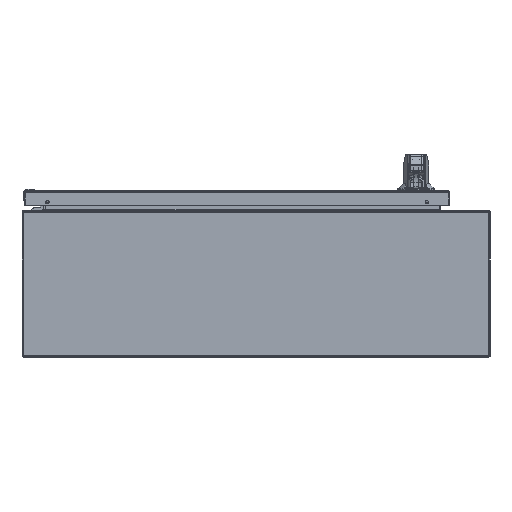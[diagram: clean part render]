
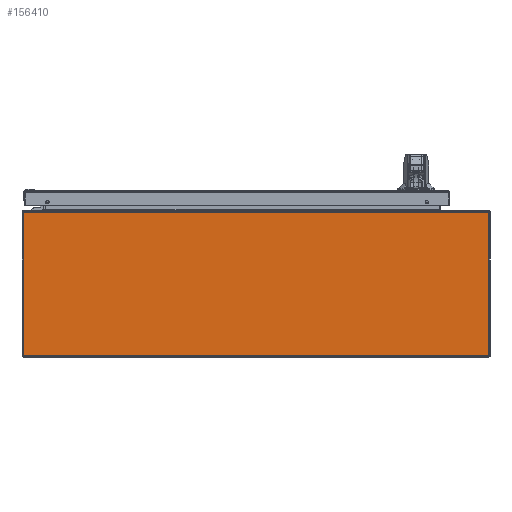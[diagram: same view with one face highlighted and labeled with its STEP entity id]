
A CAD part, left-side view. The second image highlights one B-rep face of the part: STEP entity #156410.
In plain terms, the highlighted planar face has unit normal (-1, 0, 0).
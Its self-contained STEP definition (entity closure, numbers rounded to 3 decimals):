
#15606 = VECTOR ( 'NONE', #97512, 39.37 ) ;
#23383 = AXIS2_PLACEMENT_3D ( 'NONE', #114449, #83680, #43988 ) ;
#31562 = CARTESIAN_POINT ( 'NONE',  ( -18., -12.613, -3.864 ) ) ;
#41638 = LINE ( 'NONE', #143957, #157648 ) ;
#43988 = DIRECTION ( 'NONE',  ( 0., 0., 1. ) ) ;
#45105 = FACE_OUTER_BOUND ( 'NONE', #98041, .T. ) ;
#47938 = CARTESIAN_POINT ( 'NONE',  ( -18., 12.613, 0. ) ) ;
#48759 = VERTEX_POINT ( 'NONE', #153947 ) ;
#62405 = EDGE_CURVE ( 'NONE', #67586, #48759, #217234, .T. ) ;
#65481 = EDGE_CURVE ( 'NONE', #97464, #67586, #41638, .T. ) ;
#67586 = VERTEX_POINT ( 'NONE', #179263 ) ;
#71515 = ORIENTED_EDGE ( 'NONE', *, *, #126892, .F. ) ;
#83680 = DIRECTION ( 'NONE',  ( -1., 0., 0. ) ) ;
#97464 = VERTEX_POINT ( 'NONE', #145748 ) ;
#97512 = DIRECTION ( 'NONE',  ( 0., 1., 0. ) ) ;
#98041 = EDGE_LOOP ( 'NONE', ( #221499, #104514, #158872, #71515 ) ) ;
#104514 = ORIENTED_EDGE ( 'NONE', *, *, #65481, .T. ) ;
#111866 = CARTESIAN_POINT ( 'NONE',  ( -18., 12.613, -3.864 ) ) ;
#114449 = CARTESIAN_POINT ( 'NONE',  ( -18., -12.613, 4. ) ) ;
#122948 = VERTEX_POINT ( 'NONE', #111866 ) ;
#126892 = EDGE_CURVE ( 'NONE', #122948, #48759, #203590, .T. ) ;
#141548 = CARTESIAN_POINT ( 'NONE',  ( -18., -12.613, 3.883 ) ) ;
#143957 = CARTESIAN_POINT ( 'NONE',  ( -18., -12.613, 0. ) ) ;
#145748 = CARTESIAN_POINT ( 'NONE',  ( -18., -12.613, -3.864 ) ) ;
#153947 = CARTESIAN_POINT ( 'NONE',  ( -18., 12.613, 3.883 ) ) ;
#156410 = ADVANCED_FACE ( 'NONE', ( #45105 ), #184829, .T. ) ;
#157648 = VECTOR ( 'NONE', #213189, 39.37 ) ;
#158872 = ORIENTED_EDGE ( 'NONE', *, *, #62405, .T. ) ;
#177628 = VECTOR ( 'NONE', #206940, 39.37 ) ;
#179263 = CARTESIAN_POINT ( 'NONE',  ( -18., -12.613, 3.883 ) ) ;
#184829 = PLANE ( 'NONE',  #23383 ) ;
#193765 = DIRECTION ( 'NONE',  ( 0., 1., 0. ) ) ;
#200896 = LINE ( 'NONE', #31562, #15606 ) ;
#203590 = LINE ( 'NONE', #47938, #177628 ) ;
#206940 = DIRECTION ( 'NONE',  ( 0., 0., 1. ) ) ;
#213189 = DIRECTION ( 'NONE',  ( 0., 0., 1. ) ) ;
#217234 = LINE ( 'NONE', #141548, #221036 ) ;
#221036 = VECTOR ( 'NONE', #193765, 39.37 ) ;
#221354 = EDGE_CURVE ( 'NONE', #97464, #122948, #200896, .T. ) ;
#221499 = ORIENTED_EDGE ( 'NONE', *, *, #221354, .F. ) ;
